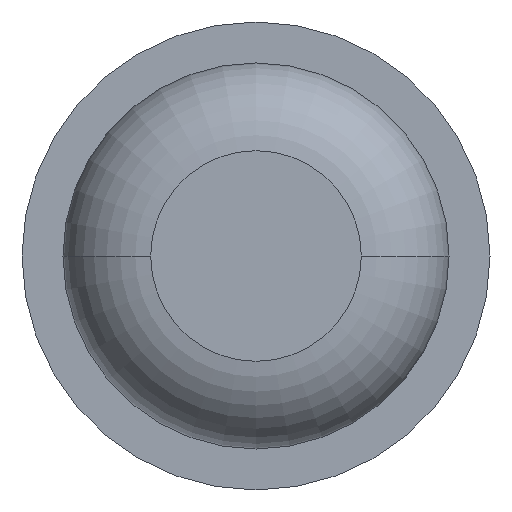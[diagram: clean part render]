
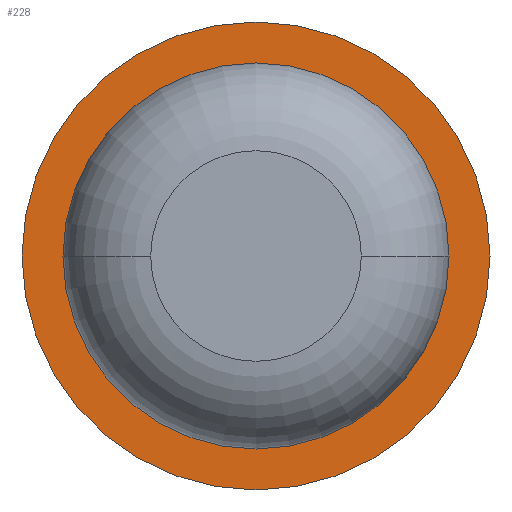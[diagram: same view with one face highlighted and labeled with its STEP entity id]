
A CAD part, front view. The second image highlights one B-rep face of the part: STEP entity #228.
In plain terms, the highlighted planar face has unit normal (0, -1, 0).
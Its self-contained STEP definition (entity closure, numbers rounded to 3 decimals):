
#101 = PLANE ( 'NONE',  #1260 ) ;
#172 = DIRECTION ( 'NONE',  ( 0., 1., 0. ) ) ;
#188 = FACE_BOUND ( 'NONE', #658, .T. ) ;
#225 = CIRCLE ( 'NONE', #2245, 1. ) ;
#228 = ADVANCED_FACE ( 'Defeature ausgef�hrt1_5', ( #1953, #188 ), #101, .F. ) ;
#271 = VERTEX_POINT ( 'NONE', #3116 ) ;
#658 = EDGE_LOOP ( 'NONE', ( #3573, #2089 ) ) ;
#888 = CIRCLE ( 'NONE', #2745, 0.825 ) ;
#915 = VERTEX_POINT ( 'NONE', #3921 ) ;
#991 = DIRECTION ( 'NONE',  ( -1., 0., 0. ) ) ;
#1152 = EDGE_CURVE ( 'Defeature ausgef�hrt1_5+Defeature ausgef�hrt1_0+Defeature ausgef�hrt1_0+Defeature ausgef�hrt1_0', #271, #4048, #888, .T. ) ;
#1169 = DIRECTION ( 'NONE',  ( 0., 1., 0. ) ) ;
#1195 = ORIENTED_EDGE ( 'NONE', *, *, #2996, .F. ) ;
#1260 = AXIS2_PLACEMENT_3D ( 'NONE', #3952, #1169, #2237 ) ;
#1304 = CARTESIAN_POINT ( 'NONE',  ( -0.825, -7., 0. ) ) ;
#1321 = DIRECTION ( 'NONE',  ( 0., 1., 0. ) ) ;
#1339 = DIRECTION ( 'NONE',  ( 0., 1., 0. ) ) ;
#1953 = FACE_OUTER_BOUND ( 'NONE', #4143, .T. ) ;
#1996 = CIRCLE ( 'NONE', #2542, 0.825 ) ;
#2006 = CARTESIAN_POINT ( 'NONE',  ( 0., -7., 0. ) ) ;
#2089 = ORIENTED_EDGE ( 'NONE', *, *, #1152, .T. ) ;
#2237 = DIRECTION ( 'NONE',  ( -1., 0., 0. ) ) ;
#2245 = AXIS2_PLACEMENT_3D ( 'NONE', #2006, #1321, #3739 ) ;
#2310 = EDGE_CURVE ( 'Defeature ausgef�hrt1_5+Defeature ausgef�hrt1_0+Defeature ausgef�hrt1_0+Defeature ausgef�hrt1_0', #4048, #271, #1996, .T. ) ;
#2542 = AXIS2_PLACEMENT_3D ( 'NONE', #4437, #1339, #991 ) ;
#2745 = AXIS2_PLACEMENT_3D ( 'NONE', #2782, #3814, #4200 ) ;
#2782 = CARTESIAN_POINT ( 'NONE',  ( 0., -7., 0. ) ) ;
#2996 = EDGE_CURVE ( 'Defeature ausgef�hrt1_6+Defeature ausgef�hrt1_5+Defeature ausgef�hrt1_5+Defeature ausgef�hrt1_5', #915, #3692, #225, .T. ) ;
#3078 = AXIS2_PLACEMENT_3D ( 'NONE', #3267, #172, #4295 ) ;
#3116 = CARTESIAN_POINT ( 'NONE',  ( 0.825, -7., 0. ) ) ;
#3187 = ORIENTED_EDGE ( 'NONE', *, *, #3222, .F. ) ;
#3222 = EDGE_CURVE ( 'Defeature ausgef�hrt1_6+Defeature ausgef�hrt1_5+Defeature ausgef�hrt1_5+Defeature ausgef�hrt1_5', #3692, #915, #3440, .T. ) ;
#3267 = CARTESIAN_POINT ( 'NONE',  ( 0., -7., 0. ) ) ;
#3440 = CIRCLE ( 'NONE', #3078, 1. ) ;
#3573 = ORIENTED_EDGE ( 'NONE', *, *, #2310, .T. ) ;
#3692 = VERTEX_POINT ( 'NONE', #3865 ) ;
#3739 = DIRECTION ( 'NONE',  ( -1., 0., 0. ) ) ;
#3814 = DIRECTION ( 'NONE',  ( 0., 1., 0. ) ) ;
#3865 = CARTESIAN_POINT ( 'NONE',  ( -1., -7., 0. ) ) ;
#3921 = CARTESIAN_POINT ( 'NONE',  ( 1., -7., 0. ) ) ;
#3952 = CARTESIAN_POINT ( 'NONE',  ( 0.825, -7., 0. ) ) ;
#4048 = VERTEX_POINT ( 'NONE', #1304 ) ;
#4143 = EDGE_LOOP ( 'NONE', ( #3187, #1195 ) ) ;
#4200 = DIRECTION ( 'NONE',  ( -1., 0., 0. ) ) ;
#4295 = DIRECTION ( 'NONE',  ( -1., 0., 0. ) ) ;
#4437 = CARTESIAN_POINT ( 'NONE',  ( 0., -7., 0. ) ) ;
